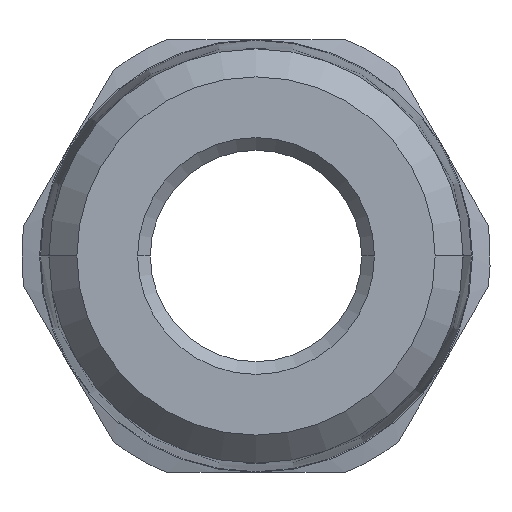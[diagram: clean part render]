
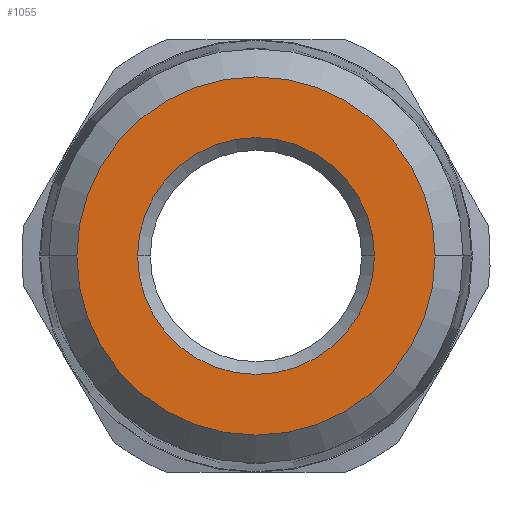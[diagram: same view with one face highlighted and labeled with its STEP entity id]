
A CAD part, front view. The second image highlights one B-rep face of the part: STEP entity #1055.
In plain terms, the highlighted planar face has unit normal (0, -1, 0).
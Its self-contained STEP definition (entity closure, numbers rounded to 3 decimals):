
#104=CARTESIAN_POINT('',(0.,-11.5,0.));
#105=DIRECTION('',(0.,-1.,0.));
#106=DIRECTION('',(1.,0.,0.));
#107=AXIS2_PLACEMENT_3D('',#104,#105,#106);
#109=CARTESIAN_POINT('',(0.,-11.5,0.));
#110=DIRECTION('',(0.,-1.,0.));
#111=DIRECTION('',(-1.,0.,0.));
#112=AXIS2_PLACEMENT_3D('',#109,#110,#111);
#114=CARTESIAN_POINT('',(0.,-11.5,0.));
#115=DIRECTION('',(0.,-1.,0.));
#116=DIRECTION('',(1.,0.,0.));
#117=AXIS2_PLACEMENT_3D('',#114,#115,#116);
#119=CARTESIAN_POINT('',(0.,-11.5,0.));
#120=DIRECTION('',(0.,-1.,0.));
#121=DIRECTION('',(-1.,0.,0.));
#122=AXIS2_PLACEMENT_3D('',#119,#120,#121);
#766=CARTESIAN_POINT('',(7.035,-11.5,0.));
#767=VERTEX_POINT('',#766);
#768=CARTESIAN_POINT('',(-7.035,-11.5,0.));
#769=VERTEX_POINT('',#768);
#814=CARTESIAN_POINT('',(4.65,-11.5,0.));
#815=CARTESIAN_POINT('',(-4.65,-11.5,0.));
#816=VERTEX_POINT('',#814);
#817=VERTEX_POINT('',#815);
#1040=CARTESIAN_POINT('',(0.,-11.5,0.));
#1041=DIRECTION('',(0.,1.,0.));
#1042=DIRECTION('',(0.,0.,1.));
#1043=AXIS2_PLACEMENT_3D('',#1040,#1041,#1042);
#1044=PLANE('',#1043);
#1045=ORIENTED_EDGE('',*,*,#1033,.F.);
#1046=ORIENTED_EDGE('',*,*,#1022,.F.);
#1047=EDGE_LOOP('',(#1045,#1046));
#1048=FACE_OUTER_BOUND('',#1047,.F.);
#1050=ORIENTED_EDGE('',*,*,#1049,.T.);
#1052=ORIENTED_EDGE('',*,*,#1051,.T.);
#1053=EDGE_LOOP('',(#1050,#1052));
#1054=FACE_BOUND('',#1053,.F.);
#1055=ADVANCED_FACE('',(#1048,#1054),#1044,.F.);
#108=CIRCLE('',#107,7.035);
#113=CIRCLE('',#112,7.035);
#118=CIRCLE('',#117,4.65);
#123=CIRCLE('',#122,4.65);
#1022=EDGE_CURVE('',#769,#767,#113,.T.);
#1033=EDGE_CURVE('',#767,#769,#108,.T.);
#1049=EDGE_CURVE('',#816,#817,#118,.T.);
#1051=EDGE_CURVE('',#817,#816,#123,.T.);
